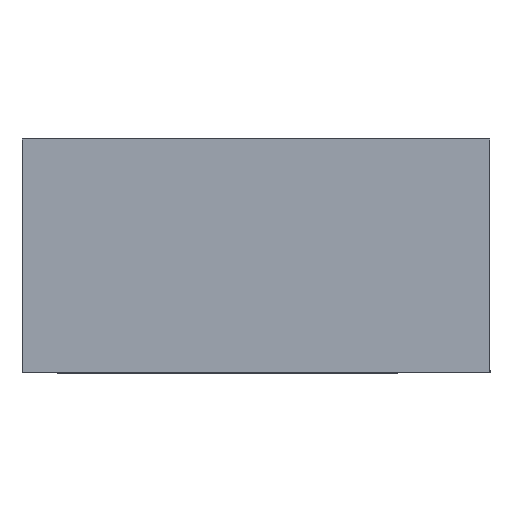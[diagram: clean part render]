
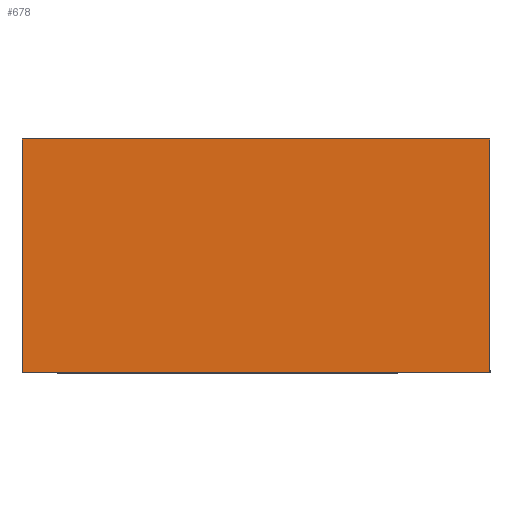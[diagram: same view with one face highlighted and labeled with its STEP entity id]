
A CAD part, front view. The second image highlights one B-rep face of the part: STEP entity #678.
In plain terms, the highlighted planar face has unit normal (0, -1, 0).
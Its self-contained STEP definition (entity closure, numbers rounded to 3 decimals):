
#66=FACE_OUTER_BOUND('',#106,.T.);
#106=EDGE_LOOP('',(#581,#582,#583,#584));
#142=LINE('',#951,#228);
#197=LINE('',#1062,#283);
#200=LINE('',#1069,#286);
#201=LINE('',#1070,#287);
#228=VECTOR('',#772,10.);
#283=VECTOR('',#877,10.);
#286=VECTOR('',#884,10.);
#287=VECTOR('',#885,10.);
#313=VERTEX_POINT('',#947);
#315=VERTEX_POINT('',#950);
#346=VERTEX_POINT('',#1060);
#348=VERTEX_POINT('',#1068);
#374=EDGE_CURVE('',#315,#313,#142,.T.);
#433=EDGE_CURVE('',#313,#346,#197,.T.);
#436=EDGE_CURVE('',#346,#348,#200,.T.);
#437=EDGE_CURVE('',#348,#315,#201,.T.);
#581=ORIENTED_EDGE('',*,*,#374,.T.);
#582=ORIENTED_EDGE('',*,*,#433,.T.);
#583=ORIENTED_EDGE('',*,*,#436,.T.);
#584=ORIENTED_EDGE('',*,*,#437,.T.);
#646=PLANE('',#728);
#678=ADVANCED_FACE('',(#66),#646,.T.);
#728=AXIS2_PLACEMENT_3D('',#1067,#882,#883);
#772=DIRECTION('',(-1.,0.,0.));
#877=DIRECTION('',(0.,0.,-1.));
#882=DIRECTION('center_axis',(0.,-1.,0.));
#883=DIRECTION('ref_axis',(0.,0.,-1.));
#884=DIRECTION('',(1.,0.,0.));
#885=DIRECTION('',(0.,0.,1.));
#947=CARTESIAN_POINT('',(36.163,401.799,543.163));
#950=CARTESIAN_POINT('',(54.163,401.799,543.163));
#951=CARTESIAN_POINT('',(54.163,401.799,543.163));
#1060=CARTESIAN_POINT('',(36.163,401.799,534.163));
#1062=CARTESIAN_POINT('',(36.163,401.799,536.663));
#1067=CARTESIAN_POINT('Origin',(54.163,401.799,534.163));
#1068=CARTESIAN_POINT('',(54.163,401.799,534.163));
#1069=CARTESIAN_POINT('',(54.163,401.799,534.163));
#1070=CARTESIAN_POINT('',(54.163,401.799,534.163));
